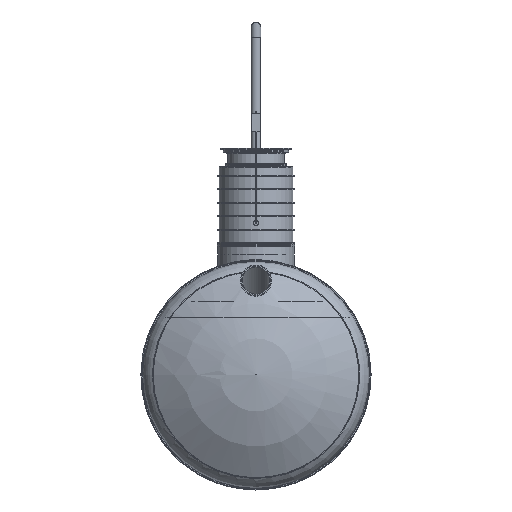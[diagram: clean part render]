
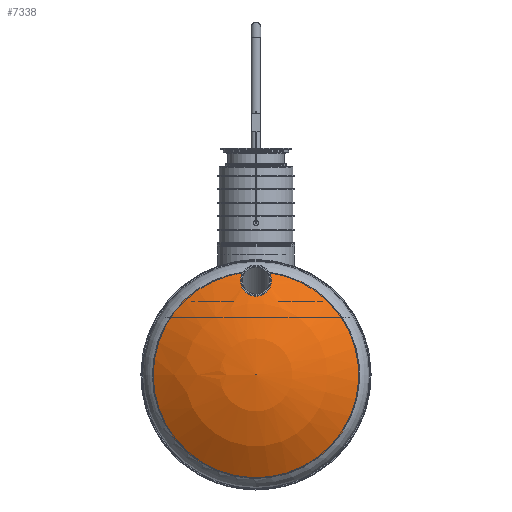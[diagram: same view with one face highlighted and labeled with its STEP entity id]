
A CAD part, left-side view. The second image highlights one B-rep face of the part: STEP entity #7338.
In plain terms, the highlighted spherical face has radius 2016 mm.
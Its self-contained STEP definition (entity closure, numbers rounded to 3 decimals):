
#69=SPHERICAL_SURFACE('',#8529,2016.);
#1564=B_SPLINE_CURVE_WITH_KNOTS('',3,(#12372,#12373,#12374,#12375,#12376,
#12377,#12378,#12379,#12380,#12381,#12382,#12383,#12384,#12385,#12386,#12387,
#12388,#12389,#12390,#12391,#12392,#12393,#12394,#12395,#12396,#12397,#12398,
#12399,#12400,#12401,#12402,#12403,#12404,#12405,#12406,#12407,#12408,#12409,
#12410,#12411,#12412,#12413,#12414,#12415,#12416,#12417,#12418,#12419,#12420,
#12421,#12422,#12423,#12424),.UNSPECIFIED.,.F.,.F.,(4,1,1,1,1,1,1,1,1,1,
1,1,1,1,1,1,1,1,1,1,1,1,1,1,1,1,1,1,1,1,1,1,1,1,1,1,1,1,1,1,1,1,1,1,1,1,
1,1,1,1,4),(0.,0.024,0.048,0.072,
0.084,0.096,0.12,0.144,
0.156,0.168,0.192,0.216,
0.228,0.24,0.264,0.275,
0.287,0.293,0.299,0.311,0.335,
0.341,0.347,0.359,0.371,
0.383,0.395,0.401,0.407,
0.431,0.437,0.443,0.455,
0.467,0.479,0.491,0.503,
0.527,0.551,0.575,0.587,
0.599,0.611,0.623,0.647,
0.659,0.671,0.695,0.719,
0.743,0.767),.UNSPECIFIED.);
#1666=ORIENTED_EDGE('',*,*,#3359,.F.);
#1667=ORIENTED_EDGE('',*,*,#3361,.T.);
#3359=EDGE_CURVE('',#4221,#4222,#4880,.T.);
#3361=EDGE_CURVE('',#4221,#4222,#1564,.T.);
#4221=VERTEX_POINT('',#12342);
#4222=VERTEX_POINT('',#12343);
#4880=CIRCLE('',#8528,1152.964);
#5322=EDGE_LOOP('',(#1666,#1667));
#6248=FACE_BOUND('',#5322,.T.);
#7338=ADVANCED_FACE('',(#6248),#69,.T.);
#8528=AXIS2_PLACEMENT_3D('',#12341,#9639,#9640);
#8529=AXIS2_PLACEMENT_3D('',#12371,#9641,#9642);
#9639=DIRECTION('',(0.,0.,-1.));
#9640=DIRECTION('',(-1.,0.,0.));
#9641=DIRECTION('',(0.,0.,-1.));
#9642=DIRECTION('',(-1.,0.,0.));
#12341=CARTESIAN_POINT('',(0.,0.,-362.238));
#12342=CARTESIAN_POINT('',(124.707,1146.2,-362.238));
#12343=CARTESIAN_POINT('',(-124.707,1146.2,-362.238));
#12371=CARTESIAN_POINT('',(0.,0.,-2016.));
#12372=CARTESIAN_POINT('',(124.707,1146.2,-362.238));
#12373=CARTESIAN_POINT('',(129.156,1140.432,-358.575));
#12374=CARTESIAN_POINT('',(137.052,1128.553,-351.058));
#12375=CARTESIAN_POINT('',(146.196,1109.796,-339.269));
#12376=CARTESIAN_POINT('',(151.669,1093.443,-329.065));
#12377=CARTESIAN_POINT('',(154.761,1079.859,-320.636));
#12378=CARTESIAN_POINT('',(156.927,1066.215,-312.201));
#12379=CARTESIAN_POINT('',(157.943,1049.114,-301.689));
#12380=CARTESIAN_POINT('',(156.732,1031.933,-291.204));
#12381=CARTESIAN_POINT('',(154.364,1018.15,-282.839));
#12382=CARTESIAN_POINT('',(151.107,1004.645,-274.672));
#12383=CARTESIAN_POINT('',(145.371,988.188,-264.772));
#12384=CARTESIAN_POINT('',(137.361,972.345,-255.304));
#12385=CARTESIAN_POINT('',(129.455,960.069,-248.003));
#12386=CARTESIAN_POINT('',(120.746,948.417,-241.093));
#12387=CARTESIAN_POINT('',(110.787,937.62,-234.719));
#12388=CARTESIAN_POINT('',(99.527,927.756,-228.917));
#12389=CARTESIAN_POINT('',(91.901,921.989,-225.532));
#12390=CARTESIAN_POINT('',(85.457,917.657,-222.994));
#12391=CARTESIAN_POINT('',(78.885,913.583,-220.609));
#12392=CARTESIAN_POINT('',(66.987,907.087,-216.813));
#12393=CARTESIAN_POINT('',(54.307,901.878,-213.777));
#12394=CARTESIAN_POINT('',(42.851,898.401,-211.753));
#12395=CARTESIAN_POINT('',(35.024,896.35,-210.56));
#12396=CARTESIAN_POINT('',(25.125,894.361,-209.403));
#12397=CARTESIAN_POINT('',(13.163,892.897,-208.553));
#12398=CARTESIAN_POINT('',(1.099,892.348,-208.234));
#12399=CARTESIAN_POINT('',(-9.058,892.668,-208.419));
#12400=CARTESIAN_POINT('',(-17.198,893.402,-208.846));
#12401=CARTESIAN_POINT('',(-29.232,894.961,-209.752));
#12402=CARTESIAN_POINT('',(-40.944,897.641,-211.31));
#12403=CARTESIAN_POINT('',(-52.316,901.402,-213.5));
#12404=CARTESIAN_POINT('',(-59.829,904.21,-215.136));
#12405=CARTESIAN_POINT('',(-68.879,908.197,-217.462));
#12406=CARTESIAN_POINT('',(-79.198,913.696,-220.675));
#12407=CARTESIAN_POINT('',(-88.989,919.877,-224.293));
#12408=CARTESIAN_POINT('',(-98.303,926.765,-228.334));
#12409=CARTESIAN_POINT('',(-109.804,936.651,-234.148));
#12410=CARTESIAN_POINT('',(-122.493,950.172,-242.128));
#12411=CARTESIAN_POINT('',(-135.205,968.248,-252.858));
#12412=CARTESIAN_POINT('',(-143.35,984.09,-262.322));
#12413=CARTESIAN_POINT('',(-148.525,997.234,-270.214));
#12414=CARTESIAN_POINT('',(-151.74,1007.356,-276.312));
#12415=CARTESIAN_POINT('',(-154.238,1017.548,-282.474));
#12416=CARTESIAN_POINT('',(-156.64,1031.195,-290.755));
#12417=CARTESIAN_POINT('',(-157.683,1044.931,-299.135));
#12418=CARTESIAN_POINT('',(-157.371,1058.775,-307.627));
#12419=CARTESIAN_POINT('',(-156.137,1072.615,-316.15));
#12420=CARTESIAN_POINT('',(-152.926,1089.511,-326.613));
#12421=CARTESIAN_POINT('',(-146.441,1109.237,-338.919));
#12422=CARTESIAN_POINT('',(-137.131,1128.452,-350.993));
#12423=CARTESIAN_POINT('',(-129.161,1140.426,-358.571));
#12424=CARTESIAN_POINT('',(-124.707,1146.2,-362.238));
